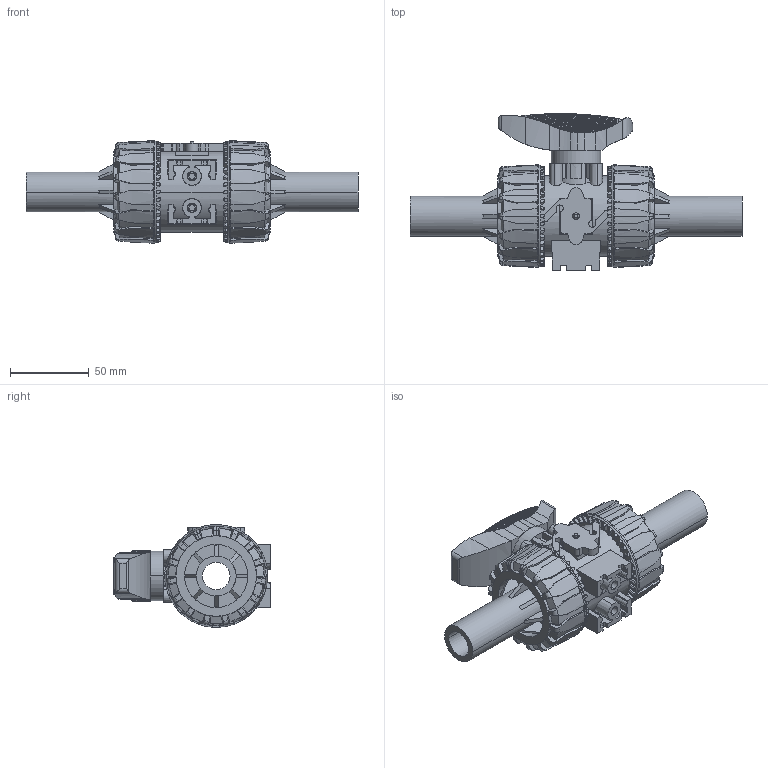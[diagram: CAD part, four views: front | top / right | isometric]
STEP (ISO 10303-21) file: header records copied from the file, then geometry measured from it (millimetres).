
FILE_DESCRIPTION(('STEP AP214'),'1');
FILE_NAME('vkdbm025f.stp','2018-03-06T12:26:05',('TraceParts'),('TraceParts S.A.'),'Spatial InterOp 3D',' ',' ');
FILE_SCHEMA(('automotive_design'));
Length unit declared in the file: millimetre
Products named in the file (7): vkdbm025f_1; vkdbm025f_2; vkdbm025f_3; vkdbm025f_4; vkdbm025f_5; vkdbm025f_6; vkdbm025f_7
Bounding box: 210.2 x 99.23 x 65 mm (x, y, z)
Volume: 318585.7 mm3; surface area: 93794.2 mm2
Topology: 7 solids, 7 shells, 1769 faces, 4942 edges, 3216 vertices
Faces by surface type: plane 952, cylinder 399, cone 378, torus 34, bspline 6
Entity records: 76217 total; most frequent: CARTESIAN_POINT 16827, ORIENTED_EDGE 9884, DIRECTION 9502, EDGE_CURVE 4942, AXIS2_PLACEMENT_3D 3832, VERTEX_POINT 3216, LINE 1838, VECTOR 1838
